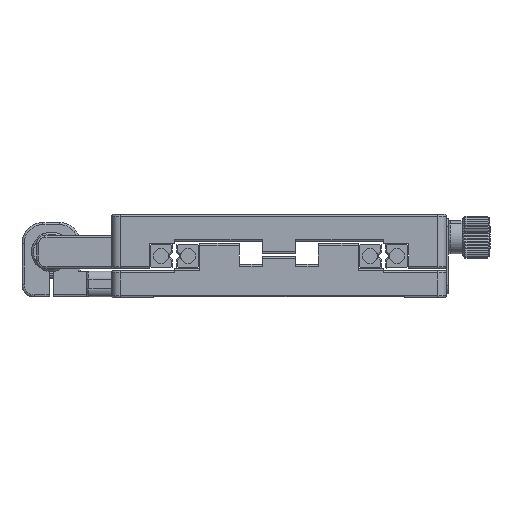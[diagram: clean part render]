
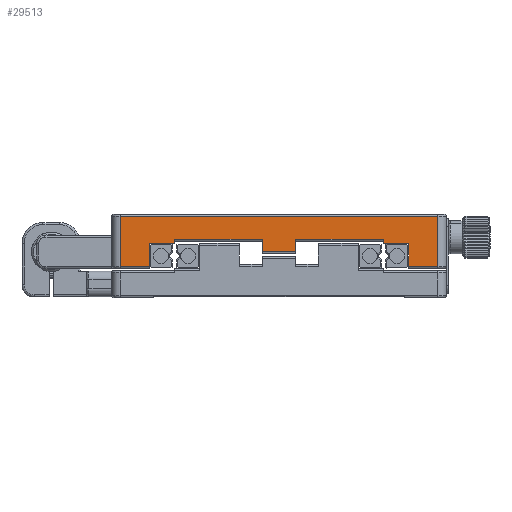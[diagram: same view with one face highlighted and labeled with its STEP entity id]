
A CAD part, front view. The second image highlights one B-rep face of the part: STEP entity #29513.
In plain terms, the highlighted planar face has unit normal (0, -1, 0).
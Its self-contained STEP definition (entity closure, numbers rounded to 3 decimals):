
#137 = ORIENTED_EDGE ( 'NONE', *, *, #6809, .F. ) ;
#229 = VECTOR ( 'NONE', #2426, 1000. ) ;
#1025 = VERTEX_POINT ( 'NONE', #29455 ) ;
#1266 = VECTOR ( 'NONE', #28959, 1000. ) ;
#1460 = CARTESIAN_POINT ( 'NONE',  ( 40., -40., 19.5 ) ) ;
#1540 = CARTESIAN_POINT ( 'NONE',  ( -38., -40., 7. ) ) ;
#1612 = VECTOR ( 'NONE', #21514, 1000. ) ;
#1650 = EDGE_CURVE ( 'NONE', #9968, #2333, #4703, .T. ) ;
#2193 = VERTEX_POINT ( 'NONE', #7818 ) ;
#2333 = VERTEX_POINT ( 'NONE', #26761 ) ;
#2426 = DIRECTION ( 'NONE',  ( 1., 0., 0. ) ) ;
#2650 = CARTESIAN_POINT ( 'NONE',  ( -4., -40., 13.5 ) ) ;
#3201 = CARTESIAN_POINT ( 'NONE',  ( 25., -40., 13. ) ) ;
#3220 = VECTOR ( 'NONE', #3322, 1000. ) ;
#3322 = DIRECTION ( 'NONE',  ( -1., 0., 0. ) ) ;
#3738 = LINE ( 'NONE', #17697, #1612 ) ;
#3940 = CARTESIAN_POINT ( 'NONE',  ( 25., -40., 94.248 ) ) ;
#4277 = VERTEX_POINT ( 'NONE', #20301 ) ;
#4589 = CARTESIAN_POINT ( 'NONE',  ( 38., -40., 7.5 ) ) ;
#4703 = LINE ( 'NONE', #28235, #17911 ) ;
#4838 = VERTEX_POINT ( 'NONE', #3201 ) ;
#4884 = ORIENTED_EDGE ( 'NONE', *, *, #10259, .T. ) ;
#5089 = DIRECTION ( 'NONE',  ( 0., 0., 1. ) ) ;
#5132 = EDGE_CURVE ( 'NONE', #9968, #4838, #9125, .T. ) ;
#5359 = CARTESIAN_POINT ( 'NONE',  ( -4., -40., 14. ) ) ;
#5369 = EDGE_CURVE ( 'NONE', #2333, #26409, #25723, .T. ) ;
#5374 = ORIENTED_EDGE ( 'NONE', *, *, #6749, .F. ) ;
#5487 = DIRECTION ( 'NONE',  ( 1., 0., 0. ) ) ;
#5491 = LINE ( 'NONE', #17525, #6181 ) ;
#5646 = CARTESIAN_POINT ( 'NONE',  ( 40., -40., 7. ) ) ;
#5729 = VECTOR ( 'NONE', #5487, 1000. ) ;
#6181 = VECTOR ( 'NONE', #26627, 1000. ) ;
#6697 = VERTEX_POINT ( 'NONE', #19724 ) ;
#6749 = EDGE_CURVE ( 'NONE', #29544, #4277, #15157, .T. ) ;
#6809 = EDGE_CURVE ( 'NONE', #14974, #21183, #23842, .T. ) ;
#6971 = DIRECTION ( 'NONE',  ( 1., 0., 0. ) ) ;
#6982 = FACE_OUTER_BOUND ( 'NONE', #20809, .T. ) ;
#7818 = CARTESIAN_POINT ( 'NONE',  ( 25., -40., 14. ) ) ;
#8619 = CARTESIAN_POINT ( 'NONE',  ( -25., -40., 13. ) ) ;
#8922 = CARTESIAN_POINT ( 'NONE',  ( 25., -40., 14. ) ) ;
#9058 = VECTOR ( 'NONE', #13579, 1000. ) ;
#9125 = LINE ( 'NONE', #12443, #14397 ) ;
#9608 = EDGE_CURVE ( 'NONE', #18434, #4277, #3738, .T. ) ;
#9632 = ORIENTED_EDGE ( 'NONE', *, *, #12273, .T. ) ;
#9749 = CARTESIAN_POINT ( 'NONE',  ( 4., -40., 13.5 ) ) ;
#9817 = EDGE_CURVE ( 'NONE', #1025, #17592, #10677, .T. ) ;
#9968 = VERTEX_POINT ( 'NONE', #19145 ) ;
#10063 = EDGE_CURVE ( 'NONE', #24116, #29544, #21116, .T. ) ;
#10203 = LINE ( 'NONE', #1540, #20493 ) ;
#10259 = EDGE_CURVE ( 'NONE', #14974, #17592, #19248, .T. ) ;
#10268 = ORIENTED_EDGE ( 'NONE', *, *, #5132, .F. ) ;
#10613 = ORIENTED_EDGE ( 'NONE', *, *, #13937, .F. ) ;
#10677 = LINE ( 'NONE', #9749, #9058 ) ;
#10816 = LINE ( 'NONE', #8922, #25405 ) ;
#11173 = VECTOR ( 'NONE', #25956, 1000. ) ;
#11481 = ORIENTED_EDGE ( 'NONE', *, *, #29739, .T. ) ;
#11500 = CARTESIAN_POINT ( 'NONE',  ( 38., -40., 7. ) ) ;
#11564 = CARTESIAN_POINT ( 'NONE',  ( 4., -40., 11. ) ) ;
#11571 = LINE ( 'NONE', #5359, #229 ) ;
#11877 = CARTESIAN_POINT ( 'NONE',  ( -4., -40., 11. ) ) ;
#11941 = CARTESIAN_POINT ( 'NONE',  ( -19., -40., 13. ) ) ;
#12007 = DIRECTION ( 'NONE',  ( 1., 0., 0. ) ) ;
#12273 = EDGE_CURVE ( 'NONE', #26409, #6697, #28844, .T. ) ;
#12443 = CARTESIAN_POINT ( 'NONE',  ( 31., -40., 13. ) ) ;
#12898 = ORIENTED_EDGE ( 'NONE', *, *, #10063, .F. ) ;
#13558 = EDGE_CURVE ( 'NONE', #20181, #18434, #10203, .T. ) ;
#13579 = DIRECTION ( 'NONE',  ( 0., 0., -1. ) ) ;
#13937 = EDGE_CURVE ( 'NONE', #17819, #24116, #5491, .T. ) ;
#14215 = CARTESIAN_POINT ( 'NONE',  ( -4., -40., 14. ) ) ;
#14397 = VECTOR ( 'NONE', #22578, 1000. ) ;
#14625 = CARTESIAN_POINT ( 'NONE',  ( -25., -40., 14. ) ) ;
#14974 = VERTEX_POINT ( 'NONE', #11877 ) ;
#15157 = LINE ( 'NONE', #18489, #21424 ) ;
#15239 = CARTESIAN_POINT ( 'NONE',  ( -31., -40., 13. ) ) ;
#15752 = PLANE ( 'NONE',  #27675 ) ;
#16264 = EDGE_CURVE ( 'NONE', #6697, #20181, #22144, .T. ) ;
#16737 = CARTESIAN_POINT ( 'NONE',  ( -38., -40., 7.5 ) ) ;
#16948 = ORIENTED_EDGE ( 'NONE', *, *, #13558, .T. ) ;
#17003 = ORIENTED_EDGE ( 'NONE', *, *, #24711, .T. ) ;
#17376 = ORIENTED_EDGE ( 'NONE', *, *, #9608, .T. ) ;
#17446 = CARTESIAN_POINT ( 'NONE',  ( 38., -40., 7.5 ) ) ;
#17525 = CARTESIAN_POINT ( 'NONE',  ( -25., -40., 94.248 ) ) ;
#17592 = VERTEX_POINT ( 'NONE', #11564 ) ;
#17697 = CARTESIAN_POINT ( 'NONE',  ( -31., -40., 7.5 ) ) ;
#17819 = VERTEX_POINT ( 'NONE', #14625 ) ;
#17911 = VECTOR ( 'NONE', #26806, 1000. ) ;
#18434 = VERTEX_POINT ( 'NONE', #16737 ) ;
#18489 = CARTESIAN_POINT ( 'NONE',  ( -31., -40., 13. ) ) ;
#19145 = CARTESIAN_POINT ( 'NONE',  ( 31., -40., 13. ) ) ;
#19248 = LINE ( 'NONE', #21661, #20164 ) ;
#19724 = CARTESIAN_POINT ( 'NONE',  ( 38., -40., 19.5 ) ) ;
#20164 = VECTOR ( 'NONE', #12007, 1000. ) ;
#20181 = VERTEX_POINT ( 'NONE', #26365 ) ;
#20301 = CARTESIAN_POINT ( 'NONE',  ( -31., -40., 7.5 ) ) ;
#20485 = VECTOR ( 'NONE', #24584, 1000. ) ;
#20493 = VECTOR ( 'NONE', #26557, 1000. ) ;
#20809 = EDGE_LOOP ( 'NONE', ( #16948, #17376, #5374, #12898, #10613, #11481, #137, #4884, #21181, #21159, #17003, #10268, #21384, #29116, #9632, #23572 ) ) ;
#21116 = LINE ( 'NONE', #11941, #3220 ) ;
#21159 = ORIENTED_EDGE ( 'NONE', *, *, #21217, .T. ) ;
#21181 = ORIENTED_EDGE ( 'NONE', *, *, #9817, .F. ) ;
#21183 = VERTEX_POINT ( 'NONE', #14215 ) ;
#21217 = EDGE_CURVE ( 'NONE', #1025, #2193, #10816, .T. ) ;
#21384 = ORIENTED_EDGE ( 'NONE', *, *, #1650, .T. ) ;
#21424 = VECTOR ( 'NONE', #27632, 1000. ) ;
#21514 = DIRECTION ( 'NONE',  ( 1., 0., 0. ) ) ;
#21661 = CARTESIAN_POINT ( 'NONE',  ( 4., -40., 11. ) ) ;
#22144 = LINE ( 'NONE', #1460, #20485 ) ;
#22578 = DIRECTION ( 'NONE',  ( -1., 0., 0. ) ) ;
#22649 = VECTOR ( 'NONE', #5089, 1000. ) ;
#23572 = ORIENTED_EDGE ( 'NONE', *, *, #16264, .T. ) ;
#23842 = LINE ( 'NONE', #2650, #22649 ) ;
#24116 = VERTEX_POINT ( 'NONE', #8619 ) ;
#24584 = DIRECTION ( 'NONE',  ( -1., 0., 0. ) ) ;
#24636 = LINE ( 'NONE', #3940, #1266 ) ;
#24711 = EDGE_CURVE ( 'NONE', #2193, #4838, #24636, .T. ) ;
#25405 = VECTOR ( 'NONE', #6971, 1000. ) ;
#25723 = LINE ( 'NONE', #4589, #5729 ) ;
#25956 = DIRECTION ( 'NONE',  ( 0., 0., 1. ) ) ;
#26315 = DIRECTION ( 'NONE',  ( 0., 0., -1. ) ) ;
#26365 = CARTESIAN_POINT ( 'NONE',  ( -38., -40., 19.5 ) ) ;
#26409 = VERTEX_POINT ( 'NONE', #17446 ) ;
#26557 = DIRECTION ( 'NONE',  ( 0., 0., -1. ) ) ;
#26627 = DIRECTION ( 'NONE',  ( 0., 0., -1. ) ) ;
#26761 = CARTESIAN_POINT ( 'NONE',  ( 31., -40., 7.5 ) ) ;
#26806 = DIRECTION ( 'NONE',  ( 0., 0., -1. ) ) ;
#27632 = DIRECTION ( 'NONE',  ( 0., 0., -1. ) ) ;
#27675 = AXIS2_PLACEMENT_3D ( 'NONE', #5646, #28727, #26315 ) ;
#28235 = CARTESIAN_POINT ( 'NONE',  ( 31., -40., 13. ) ) ;
#28727 = DIRECTION ( 'NONE',  ( 0., 1., 0. ) ) ;
#28844 = LINE ( 'NONE', #11500, #11173 ) ;
#28959 = DIRECTION ( 'NONE',  ( 0., 0., -1. ) ) ;
#29116 = ORIENTED_EDGE ( 'NONE', *, *, #5369, .T. ) ;
#29455 = CARTESIAN_POINT ( 'NONE',  ( 4., -40., 14. ) ) ;
#29513 = ADVANCED_FACE ( 'NONE', ( #6982 ), #15752, .F. ) ;
#29544 = VERTEX_POINT ( 'NONE', #15239 ) ;
#29739 = EDGE_CURVE ( 'NONE', #17819, #21183, #11571, .T. ) ;
